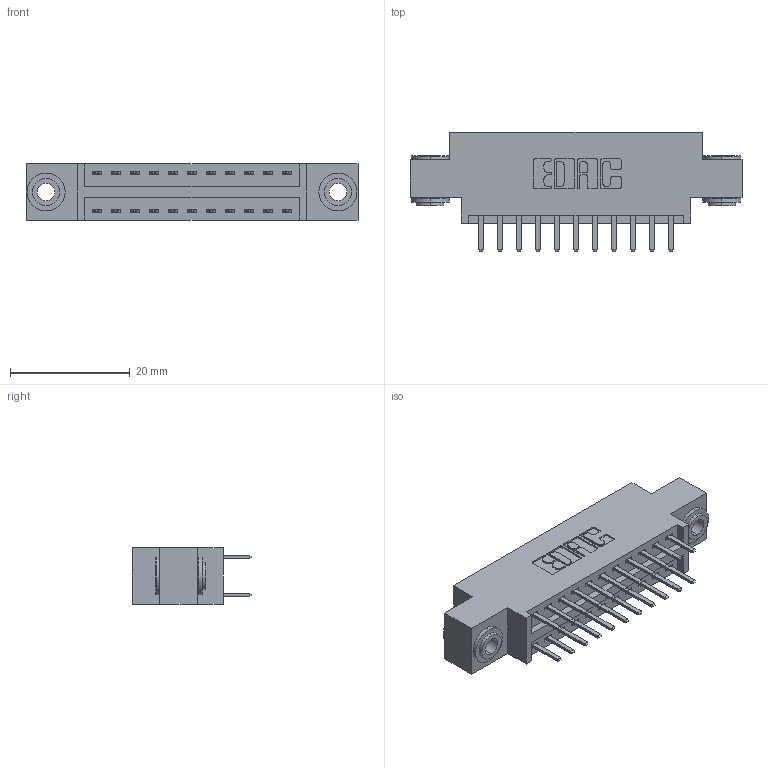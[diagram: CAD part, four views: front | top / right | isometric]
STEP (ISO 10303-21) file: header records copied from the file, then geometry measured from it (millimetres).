
FILE_DESCRIPTION (( 'STEP AP203' ), '1' );
FILE_NAME ('346-022-520-803.STEP', '2022-05-18T20:39:59', ( '' ), ( '' ), 'SwSTEP 2.0', 'SolidWorks 2020', '' );
FILE_SCHEMA (( 'CONFIG_CONTROL_DESIGN' ));
Length unit declared in the file: inch
Products named in the file (4): 346-022-520-803; 345-250-002_345-250-002-102; 345-292-001_345-293-120; 346 Part_0.170 Offset - 0.156 Dia-TH
Assembly tree (25 placements, depth 2):
  346-022-520-803
    346 Part_0.170 Offset - 0.156 Dia-TH
    345-292-001_345-293-120  x22
    345-250-002_345-250-002-102  x2
Bounding box: 55.5 x 20.02 x 9.4 mm (x, y, z)
Volume: 5008.1 mm3; surface area: 6802.4 mm2
Topology: 25 solids, 25 shells, 1410 faces, 4039 edges, 2630 vertices
Faces by surface type: plane 918, cylinder 484, cone 8
Entity records: 12664 total; most frequent: CARTESIAN_POINT 2125, ORIENTED_EDGE 2038, DIRECTION 1941, EDGE_CURVE 1019, VECTOR 815, LINE 815, VERTEX_POINT 674, AXIS2_PLACEMENT_3D 563
